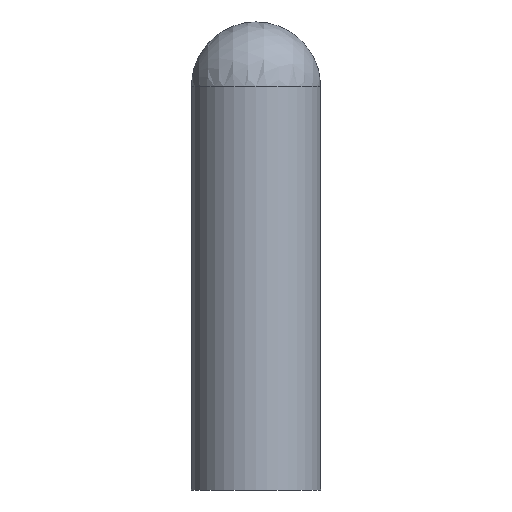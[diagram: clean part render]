
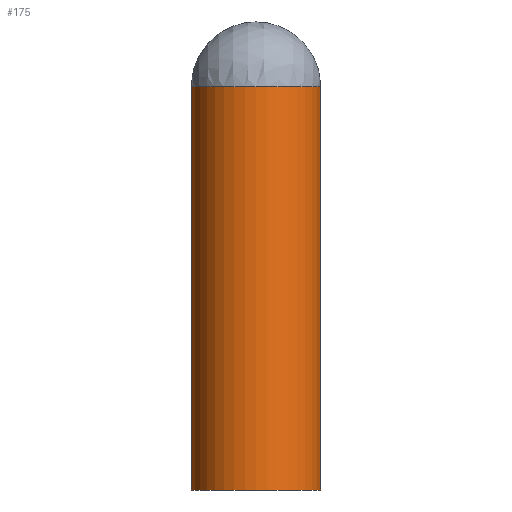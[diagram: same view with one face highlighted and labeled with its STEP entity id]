
A CAD part, left-side view. The second image highlights one B-rep face of the part: STEP entity #175.
In plain terms, the highlighted cylindrical face has radius 0.4 mm (diameter 0.8 mm), a full revolution.
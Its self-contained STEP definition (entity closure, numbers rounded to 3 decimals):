
#119 = VERTEX_POINT('',#120);
#120 = CARTESIAN_POINT('',(0.,-0.4,0.4));
#121 = VERTEX_POINT('',#122);
#122 = CARTESIAN_POINT('',(0.,0.4,0.4));
#129 = EDGE_CURVE('',#119,#130,#132,.T.);
#130 = VERTEX_POINT('',#131);
#131 = CARTESIAN_POINT('',(0.4,0.,0.));
#132 = ELLIPSE('',#133,0.566,0.4);
#133 = AXIS2_PLACEMENT_3D('',#134,#135,#136);
#134 = CARTESIAN_POINT('',(0.,0.,0.4));
#135 = DIRECTION('',(0.707,0.,0.707));
#136 = DIRECTION('',(-0.707,0.,0.707));
#148 = EDGE_CURVE('',#130,#121,#149,.T.);
#149 = ELLIPSE('',#150,0.566,0.4);
#150 = AXIS2_PLACEMENT_3D('',#151,#152,#153);
#151 = CARTESIAN_POINT('',(0.,0.,0.4));
#152 = DIRECTION('',(0.707,0.,0.707));
#153 = DIRECTION('',(-0.707,0.,0.707));
#164 = EDGE_CURVE('',#119,#121,#165,.T.);
#165 = CIRCLE('',#166,0.4);
#166 = AXIS2_PLACEMENT_3D('',#167,#168,#169);
#167 = CARTESIAN_POINT('',(0.,0.,0.4));
#168 = DIRECTION('',(0.,0.,-1.));
#169 = DIRECTION('',(-1.,0.,0.));
#175 = ADVANCED_FACE('',(#176),#197,.T.);
#176 = FACE_BOUND('',#177,.T.);
#177 = EDGE_LOOP('',(#178,#179,#180,#181,#189,#196));
#178 = ORIENTED_EDGE('',*,*,#129,.F.);
#179 = ORIENTED_EDGE('',*,*,#164,.T.);
#180 = ORIENTED_EDGE('',*,*,#148,.F.);
#181 = ORIENTED_EDGE('',*,*,#182,.F.);
#182 = EDGE_CURVE('',#183,#130,#185,.T.);
#183 = VERTEX_POINT('',#184);
#184 = CARTESIAN_POINT('',(0.4,0.,-2.1));
#185 = LINE('',#186,#187);
#186 = CARTESIAN_POINT('',(0.4,0.,-2.1));
#187 = VECTOR('',#188,1.);
#188 = DIRECTION('',(0.,0.,1.));
#189 = ORIENTED_EDGE('',*,*,#190,.T.);
#190 = EDGE_CURVE('',#183,#183,#191,.T.);
#191 = CIRCLE('',#192,0.4);
#192 = AXIS2_PLACEMENT_3D('',#193,#194,#195);
#193 = CARTESIAN_POINT('',(0.,0.,-2.1));
#194 = DIRECTION('',(0.,0.,1.));
#195 = DIRECTION('',(1.,0.,0.));
#196 = ORIENTED_EDGE('',*,*,#182,.T.);
#197 = CYLINDRICAL_SURFACE('',#198,0.4);
#198 = AXIS2_PLACEMENT_3D('',#199,#200,#201);
#199 = CARTESIAN_POINT('',(0.,0.,-2.1));
#200 = DIRECTION('',(0.,0.,1.));
#201 = DIRECTION('',(1.,0.,0.));
